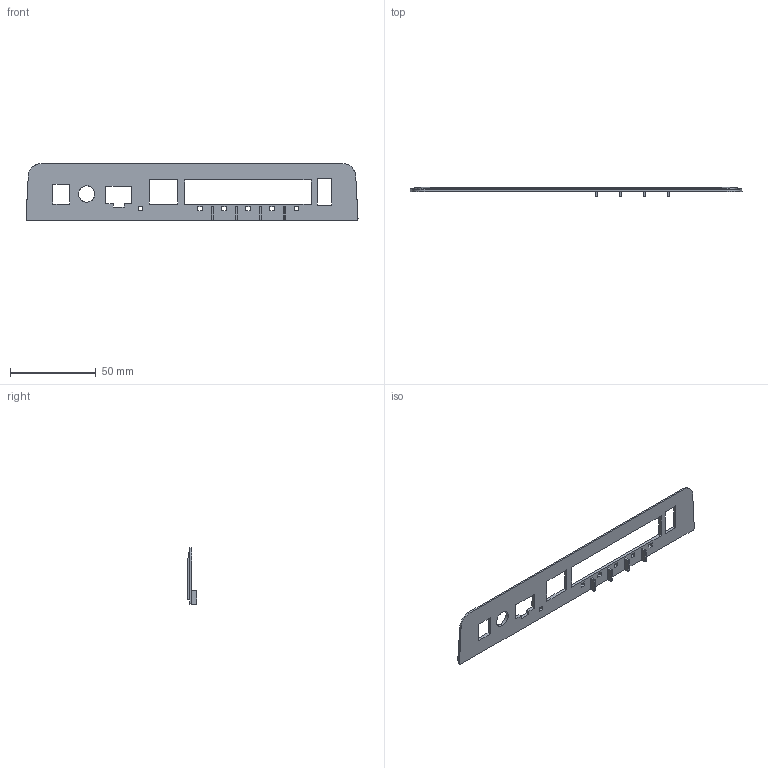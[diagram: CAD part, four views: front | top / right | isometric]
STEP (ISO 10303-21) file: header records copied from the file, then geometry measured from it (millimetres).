
FILE_DESCRIPTION(/* description */ (''),/* implementation_level */ '2;1');
FILE_NAME(/* name */ '挡片',/* time_stamp */ '2022-08-29T17:17:54+08:00',/* author */ (''),/* organization */ (''),/* preprocessor_version */ 'ST-DEVELOPER v16.5',/* originating_system */ '',/* authorisation */ '');
FILE_SCHEMA (('CONFIG_CONTROL_DESIGN'));
Length unit declared in the file: millimetre
Products named in the file (1): Document
Bounding box: 193.03 x 5.5 x 32.83 mm (x, y, z)
Volume: 7672.1 mm3; surface area: 11132.2 mm2
Topology: 1 solids, 1 shells, 101 faces, 294 edges, 196 vertices
Faces by surface type: plane 81, cylinder 18, bspline 2
Entity records: 3161 total; most frequent: CARTESIAN_POINT 1081, ORIENTED_EDGE 588, EDGE_CURVE 294, B_SPLINE_CURVE_WITH_KNOTS 258, VERTEX_POINT 196, EDGE_LOOP 126, DIRECTION 103, ADVANCED_FACE 101
